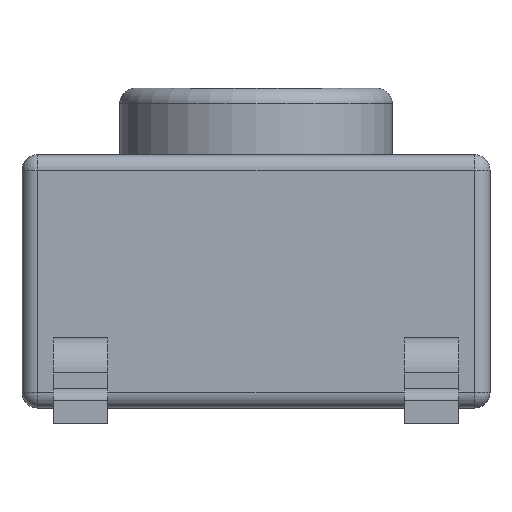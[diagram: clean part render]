
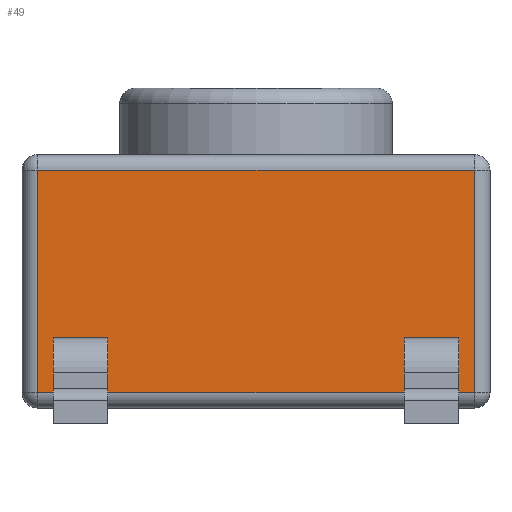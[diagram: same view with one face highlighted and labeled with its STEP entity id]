
A CAD part, left-side view. The second image highlights one B-rep face of the part: STEP entity #49.
In plain terms, the highlighted planar face has unit normal (-1, 0, 0).
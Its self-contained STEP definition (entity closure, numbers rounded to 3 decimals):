
#13=DIRECTION('',(0.,0.,1.));
#14=DIRECTION('',(1.,0.,0.));
#49=ADVANCED_FACE('',(#50),#79,.F.);
#50=FACE_BOUND('',#51,.F.);
#51=EDGE_LOOP('',(#52,#61,#69,#75));
#52=ORIENTED_EDGE('',*,*,#53,.F.);
#53=EDGE_CURVE('',#54,#56,#58,.T.);
#54=VERTEX_POINT('',#55);
#55=CARTESIAN_POINT('',(-3.,-2.8,0.4));
#56=VERTEX_POINT('',#57);
#57=CARTESIAN_POINT('',(-3.,-2.8,3.25));
#58=LINE('',#59,#60);
#59=CARTESIAN_POINT('',(-3.,-2.8,0.2));
#60=VECTOR('',#13,1.);
#61=ORIENTED_EDGE('',*,*,#62,.T.);
#62=EDGE_CURVE('',#54,#63,#65,.T.);
#63=VERTEX_POINT('',#64);
#64=CARTESIAN_POINT('',(-3.,2.8,0.4));
#65=LINE('',#66,#67);
#66=CARTESIAN_POINT('',(-3.,-3.,0.4));
#67=VECTOR('',#68,1.);
#68=DIRECTION('',(0.,1.,0.));
#69=ORIENTED_EDGE('',*,*,#70,.T.);
#70=EDGE_CURVE('',#63,#71,#73,.T.);
#71=VERTEX_POINT('',#72);
#72=CARTESIAN_POINT('',(-3.,2.8,3.25));
#73=LINE('',#74,#60);
#74=CARTESIAN_POINT('',(-3.,2.8,0.2));
#75=ORIENTED_EDGE('',*,*,#76,.F.);
#76=EDGE_CURVE('',#56,#71,#77,.T.);
#77=LINE('',#78,#67);
#78=CARTESIAN_POINT('',(-3.,-3.,3.25));
#79=PLANE('',#80);
#80=AXIS2_PLACEMENT_3D('',#81,#14,#13);
#81=CARTESIAN_POINT('',(-3.,-3.,0.2));
